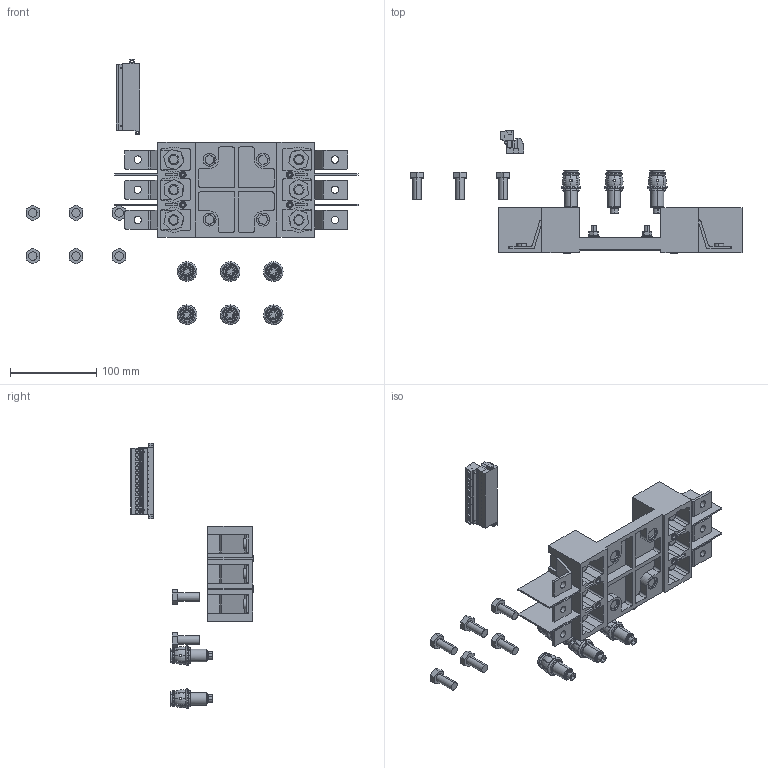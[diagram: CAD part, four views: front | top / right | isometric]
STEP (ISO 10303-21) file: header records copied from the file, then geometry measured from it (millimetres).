
FILE_DESCRIPTION (( 'STEP AP203' ), '1' );
FILE_NAME ('mccb99m-250-pin-3f.ÃÌ Ïàíåëü âòû÷íàÿ äëÿ ÂÀ-99Ì 250 ïåðåäíåãî ïðèñîåäèíåíèÿ EKF.STEP', '2024-12-27T08:22:59', ( '' ), ( '' ), 'SwSTEP 2.0', 'SolidWorks 2021', '' );
FILE_SCHEMA (( 'CONFIG_CONTROL_DESIGN' ));
Length unit declared in the file: millimetre
Products named in the file (9): mccb99m-250-pin-3f.ÃÌ Ïàíåëü âòû÷íàÿ äëÿ ÂÀ-99Ì 250 ïåðåäíåãî ïðèñîåäèíåíèÿ EKF; Êîïèÿ mccb99m-250-pin-3f.ÃÌ Ïàíåëü âòû÷íàÿ äëÿ ÂÀ-99Ì 250 ïåðåäíåãî ïðèñîåäèíåíèÿ EKF. ^mccb99m-250-pin-3f.ÃÌ Ïàíåëü âòû÷íàÿ äëÿ ÂÀ-99Ì 250 ïåðåäíåãî ïðèñîåäèíåíèÿ EKF_00; Êîïèÿ 58105^Êîïèÿ Äîï2_mccb99m-250-pin-3f.ÃÌ Ïàíåëü âòû÷íàÿ äëÿ ÂÀ-99Ì 250 ïåðåäíåãî ïðèñîåäèíåíèÿ EKF; Êîïèÿ 38079.stp^Êîïèÿ 38079_Êîïèÿ Äîï2_mccb99m-250-pin-3f.ÃÌ Ïàíåëü âòû÷íàÿ äëÿ ÂÀ-99Ì 250 ïåðåäíåãî ïðèñîåäèíåíèÿ EKF; Êîïèÿ mvstbu_2.5-15-gb-5.08.stp^Êîïèÿ 38079.stp_Êîïèÿ 38079_Êîïèÿ Äîï2_mccb99m-250-pin-3f.ÃÌ Ïàíåëü âòû÷íàÿ äëÿ ÂÀ-99Ì 250 ïåðåäíåãî ïðèñîåäèíåíèÿ EKF; Êîïèÿ Äîï1^mccb99m-250-pin-3f.ÃÌ Ïàíåëü âòû÷íàÿ äëÿ ÂÀ-99Ì 250 ïåðåäíåãî ïðèñîåäèíåíèÿ EKF_00; Êîïèÿ Äîï2^mccb99m-250-pin-3f.ÃÌ Ïàíåëü âòû÷íàÿ äëÿ ÂÀ-99Ì 250 ïåðåäíåãî ïðèñîåäèíåíèÿ EKF; Êîïèÿ Äîï7^mccb99m-250-pin-3f.ÃÌ Ïàíåëü âòû÷íàÿ äëÿ ÂÀ-99Ì 250 ïåðåäíåãî ïðèñîåäèíåíèÿ EKF_00; Êîïèÿ 38079^Êîïèÿ Äîï2_mccb99m-250-pin-3f.ÃÌ Ïàíåëü âòû÷íàÿ äëÿ ÂÀ-99Ì 250 ïåðåäíåãî ïðèñîåäèíåíèÿ EKF
Assembly tree (18 placements, depth 5):
  mccb99m-250-pin-3f.ÃÌ Ïàíåëü âòû÷íàÿ äëÿ ÂÀ-99Ì 250 ïåðåäíåãî ïðèñîåäèíåíèÿ EKF
    Êîïèÿ mccb99m-250-pin-3f.ÃÌ Ïàíåëü âòû÷íàÿ äëÿ ÂÀ-99Ì 250 ïåðåäíåãî ïðèñîåäèíåíèÿ EKF. ^mccb99m-250-pin-3f.ÃÌ Ïàíåëü âòû÷íàÿ äëÿ ÂÀ-99Ì 250 ïåðåäíåãî ïðèñîåäèíåíèÿ EKF_00
    Êîïèÿ Äîï7^mccb99m-250-pin-3f.ÃÌ Ïàíåëü âòû÷íàÿ äëÿ ÂÀ-99Ì 250 ïåðåäíåãî ïðèñîåäèíåíèÿ EKF_00  x6
    Êîïèÿ Äîï1^mccb99m-250-pin-3f.ÃÌ Ïàíåëü âòû÷íàÿ äëÿ ÂÀ-99Ì 250 ïåðåäíåãî ïðèñîåäèíåíèÿ EKF_00  x6
    Êîïèÿ Äîï2^mccb99m-250-pin-3f.ÃÌ Ïàíåëü âòû÷íàÿ äëÿ ÂÀ-99Ì 250 ïåðåäíåãî ïðèñîåäèíåíèÿ EKF
      Êîïèÿ 58105^Êîïèÿ Äîï2_mccb99m-250-pin-3f.ÃÌ Ïàíåëü âòû÷íàÿ äëÿ ÂÀ-99Ì 250 ïåðåäíåãî ïðèñîåäèíåíèÿ EKF
      Êîïèÿ 38079^Êîïèÿ Äîï2_mccb99m-250-pin-3f.ÃÌ Ïàíåëü âòû÷íàÿ äëÿ ÂÀ-99Ì 250 ïåðåäíåãî ïðèñîåäèíåíèÿ EKF
        Êîïèÿ 38079.stp^Êîïèÿ 38079_Êîïèÿ Äîï2_mccb99m-250-pin-3f.ÃÌ Ïàíåëü âòû÷íàÿ äëÿ ÂÀ-99Ì 250 ïåðåäíåãî ïðèñîåäèíåíèÿ EKF
          Êîïèÿ mvstbu_2.5-15-gb-5.08.stp^Êîïèÿ 38079.stp_Êîïèÿ 38079_Êîïèÿ Äîï2_mccb99m-250-pin-3f.ÃÌ Ïàíåëü âòû÷íàÿ äëÿ ÂÀ-99Ì 250 ïåðåäíåãî ïðèñîåäèíåíèÿ EKF
Bounding box: 384.69 x 142.07 x 307.23 mm (x, y, z)
Volume: 543469.8 mm3; surface area: 219168.2 mm2
Topology: 15 solids, 15 shells, 2574 faces, 6853 edges, 4440 vertices
Faces by surface type: plane 1536, cylinder 568, cone 276, torus 156, sphere 38
Entity records: 61496 total; most frequent: CARTESIAN_POINT 11263, DIRECTION 10365, ORIENTED_EDGE 10006, EDGE_CURVE 5003, LINE 3495, VECTOR 3495, AXIS2_PLACEMENT_3D 3435, VERTEX_POINT 3230
